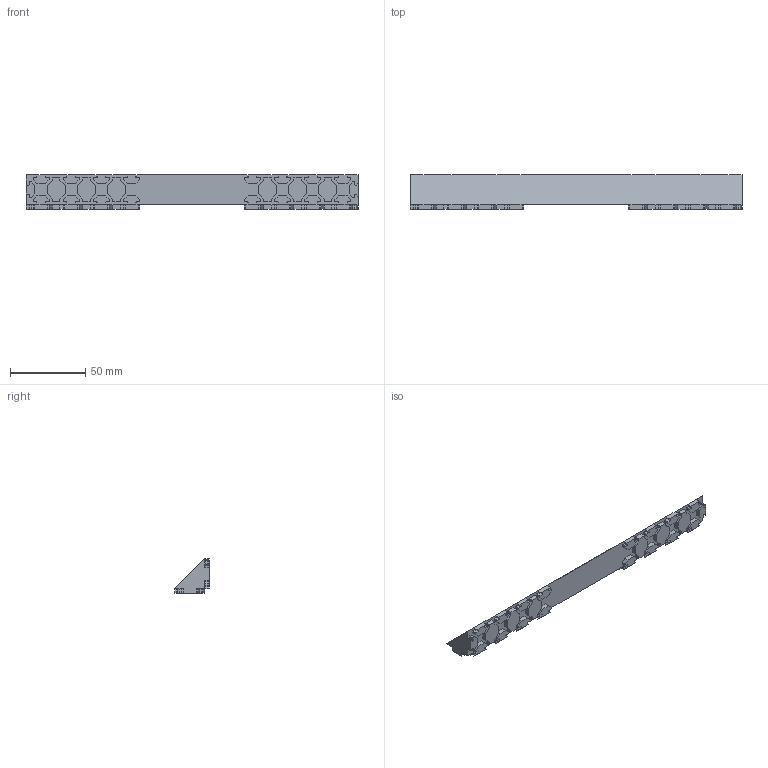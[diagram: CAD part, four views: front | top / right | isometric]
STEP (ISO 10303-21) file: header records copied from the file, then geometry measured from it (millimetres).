
FILE_DESCRIPTION(/* description */ (''),/* implementation_level */ '2;1');
FILE_NAME(/* name */ 'Top Rear Edge_v2.step',/* time_stamp */ '2022-05-10T16:52:44+01:00',/* author */ (''),/* organization */ (''),/* preprocessor_version */ 'ST-DEVELOPER v18.1',/* originating_system */ 'Autodesk Translation Framework v10.14.0.1471',/* authorisation */ '');
FILE_SCHEMA (('AUTOMOTIVE_DESIGN { 1 0 10303 214 3 1 1 }'));
Length unit declared in the file: millimetre
Products named in the file (1): Top Rear Edge
Bounding box: 220 x 23 x 23 mm (x, y, z)
Volume: 54295.1 mm3; surface area: 20777.8 mm2
Topology: 1 solids, 1 shells, 693 faces, 1981 edges, 1306 vertices
Faces by surface type: plane 549, cylinder 144
Entity records: 22384 total; most frequent: CARTESIAN_POINT 3981, ORIENTED_EDGE 3962, DIRECTION 3657, EDGE_CURVE 1981, LINE 1693, VECTOR 1693, VERTEX_POINT 1306, AXIS2_PLACEMENT_3D 982
